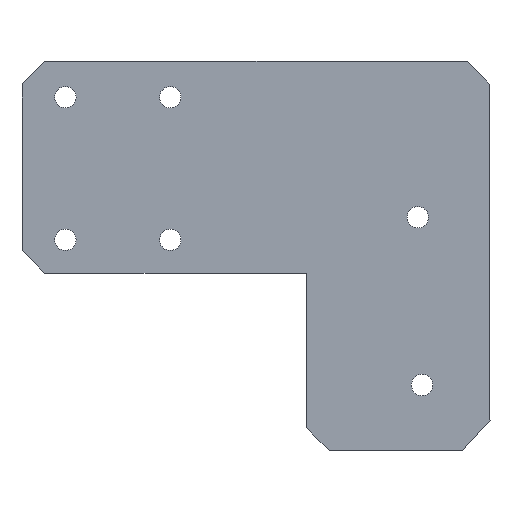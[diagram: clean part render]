
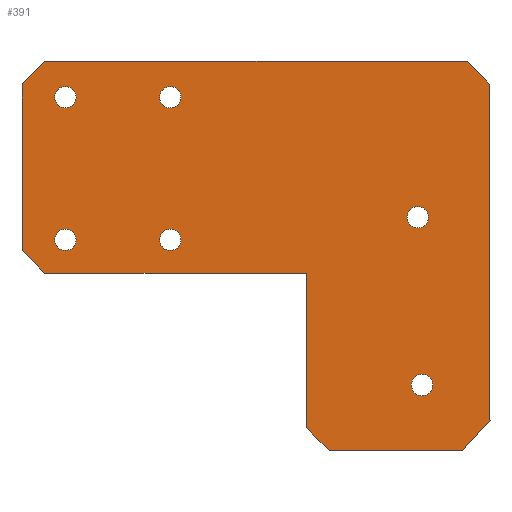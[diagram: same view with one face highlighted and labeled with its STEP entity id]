
A CAD part, front view. The second image highlights one B-rep face of the part: STEP entity #391.
In plain terms, the highlighted planar face has unit normal (0, -1, 0).
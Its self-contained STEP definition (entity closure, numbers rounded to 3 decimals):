
#21=FACE_BOUND('',#84,.T.);
#22=FACE_BOUND('',#85,.T.);
#23=FACE_BOUND('',#86,.T.);
#24=FACE_BOUND('',#87,.T.);
#25=FACE_BOUND('',#88,.T.);
#26=FACE_BOUND('',#89,.T.);
#39=PLANE('',#436);
#58=FACE_OUTER_BOUND('',#83,.T.);
#83=EDGE_LOOP('',(#350,#351,#352,#353,#354,#355,#356,#357,#358,#359,#360));
#84=EDGE_LOOP('',(#361));
#85=EDGE_LOOP('',(#362));
#86=EDGE_LOOP('',(#363));
#87=EDGE_LOOP('',(#364));
#88=EDGE_LOOP('',(#365));
#89=EDGE_LOOP('',(#366));
#96=LINE('',#580,#135);
#100=LINE('',#588,#139);
#103=LINE('',#594,#142);
#106=LINE('',#600,#145);
#109=LINE('',#606,#148);
#112=LINE('',#612,#151);
#115=LINE('',#618,#154);
#118=LINE('',#624,#157);
#121=LINE('',#630,#160);
#124=LINE('',#636,#163);
#127=LINE('',#641,#166);
#135=VECTOR('',#483,10.);
#139=VECTOR('',#489,10.);
#142=VECTOR('',#494,10.);
#145=VECTOR('',#499,10.);
#148=VECTOR('',#504,10.);
#151=VECTOR('',#509,10.);
#154=VECTOR('',#514,10.);
#157=VECTOR('',#519,10.);
#160=VECTOR('',#524,10.);
#163=VECTOR('',#529,10.);
#166=VECTOR('',#534,10.);
#169=CIRCLE('',#408,1.5);
#171=CIRCLE('',#411,1.5);
#173=CIRCLE('',#414,1.5);
#175=CIRCLE('',#417,1.5);
#177=CIRCLE('',#420,1.5);
#179=CIRCLE('',#423,1.5);
#181=VERTEX_POINT('',#544);
#183=VERTEX_POINT('',#550);
#185=VERTEX_POINT('',#556);
#187=VERTEX_POINT('',#562);
#189=VERTEX_POINT('',#568);
#191=VERTEX_POINT('',#574);
#192=VERTEX_POINT('',#578);
#193=VERTEX_POINT('',#579);
#196=VERTEX_POINT('',#587);
#198=VERTEX_POINT('',#593);
#200=VERTEX_POINT('',#599);
#202=VERTEX_POINT('',#605);
#204=VERTEX_POINT('',#611);
#206=VERTEX_POINT('',#617);
#208=VERTEX_POINT('',#623);
#210=VERTEX_POINT('',#629);
#212=VERTEX_POINT('',#635);
#216=EDGE_CURVE('',#181,#181,#169,.T.);
#219=EDGE_CURVE('',#183,#183,#171,.T.);
#222=EDGE_CURVE('',#185,#185,#173,.T.);
#225=EDGE_CURVE('',#187,#187,#175,.T.);
#228=EDGE_CURVE('',#189,#189,#177,.T.);
#231=EDGE_CURVE('',#191,#191,#179,.T.);
#232=EDGE_CURVE('',#192,#193,#96,.T.);
#236=EDGE_CURVE('',#193,#196,#100,.T.);
#239=EDGE_CURVE('',#196,#198,#103,.T.);
#242=EDGE_CURVE('',#198,#200,#106,.T.);
#245=EDGE_CURVE('',#200,#202,#109,.T.);
#248=EDGE_CURVE('',#202,#204,#112,.T.);
#251=EDGE_CURVE('',#204,#206,#115,.T.);
#254=EDGE_CURVE('',#206,#208,#118,.T.);
#257=EDGE_CURVE('',#208,#210,#121,.T.);
#260=EDGE_CURVE('',#210,#212,#124,.T.);
#263=EDGE_CURVE('',#212,#192,#127,.T.);
#350=ORIENTED_EDGE('',*,*,#263,.T.);
#351=ORIENTED_EDGE('',*,*,#232,.T.);
#352=ORIENTED_EDGE('',*,*,#236,.T.);
#353=ORIENTED_EDGE('',*,*,#239,.T.);
#354=ORIENTED_EDGE('',*,*,#242,.T.);
#355=ORIENTED_EDGE('',*,*,#245,.T.);
#356=ORIENTED_EDGE('',*,*,#248,.T.);
#357=ORIENTED_EDGE('',*,*,#251,.T.);
#358=ORIENTED_EDGE('',*,*,#254,.T.);
#359=ORIENTED_EDGE('',*,*,#257,.T.);
#360=ORIENTED_EDGE('',*,*,#260,.T.);
#361=ORIENTED_EDGE('',*,*,#231,.F.);
#362=ORIENTED_EDGE('',*,*,#228,.F.);
#363=ORIENTED_EDGE('',*,*,#225,.F.);
#364=ORIENTED_EDGE('',*,*,#222,.F.);
#365=ORIENTED_EDGE('',*,*,#219,.F.);
#366=ORIENTED_EDGE('',*,*,#216,.F.);
#391=ADVANCED_FACE('',(#58,#21,#22,#23,#24,#25,#26),#39,.F.);
#408=AXIS2_PLACEMENT_3D('',#546,#444,#445);
#411=AXIS2_PLACEMENT_3D('',#552,#451,#452);
#414=AXIS2_PLACEMENT_3D('',#558,#458,#459);
#417=AXIS2_PLACEMENT_3D('',#564,#465,#466);
#420=AXIS2_PLACEMENT_3D('',#570,#472,#473);
#423=AXIS2_PLACEMENT_3D('',#576,#479,#480);
#436=AXIS2_PLACEMENT_3D('',#644,#538,#539);
#444=DIRECTION('center_axis',(0.,-1.,0.));
#445=DIRECTION('ref_axis',(1.,0.,0.));
#451=DIRECTION('center_axis',(0.,-1.,0.));
#452=DIRECTION('ref_axis',(1.,0.,0.));
#458=DIRECTION('center_axis',(0.,-1.,0.));
#459=DIRECTION('ref_axis',(1.,0.,0.));
#465=DIRECTION('center_axis',(0.,-1.,0.));
#466=DIRECTION('ref_axis',(1.,0.,0.));
#472=DIRECTION('center_axis',(0.,-1.,0.));
#473=DIRECTION('ref_axis',(1.,0.,0.));
#479=DIRECTION('center_axis',(0.,-1.,0.));
#480=DIRECTION('ref_axis',(1.,0.,0.));
#483=DIRECTION('',(0.,0.,-1.));
#489=DIRECTION('',(0.707,0.,-0.707));
#494=DIRECTION('',(1.,0.,0.));
#499=DIRECTION('',(0.,0.,-1.));
#504=DIRECTION('',(0.705,0.,-0.709));
#509=DIRECTION('',(1.,0.,0.));
#514=DIRECTION('',(0.677,0.,0.736));
#519=DIRECTION('',(0.,0.,1.));
#524=DIRECTION('',(-0.707,0.,0.707));
#529=DIRECTION('',(-1.,0.,0.));
#534=DIRECTION('',(-0.709,0.,-0.705));
#538=DIRECTION('center_axis',(0.,1.,0.));
#539=DIRECTION('ref_axis',(1.,0.,0.));
#544=CARTESIAN_POINT('',(4.65,0.,29.615));
#546=CARTESIAN_POINT('Origin',(6.15,0.,29.615));
#550=CARTESIAN_POINT('',(54.663,0.,9.263));
#552=CARTESIAN_POINT('Origin',(56.163,0.,9.263));
#556=CARTESIAN_POINT('',(4.65,0.,49.614));
#558=CARTESIAN_POINT('Origin',(6.15,0.,49.614));
#562=CARTESIAN_POINT('',(19.357,0.,29.615));
#564=CARTESIAN_POINT('Origin',(20.857,0.,29.615));
#568=CARTESIAN_POINT('',(19.357,0.,49.614));
#570=CARTESIAN_POINT('Origin',(20.857,0.,49.614));
#574=CARTESIAN_POINT('',(54.072,0.,32.79));
#576=CARTESIAN_POINT('Origin',(55.572,0.,32.79));
#578=CARTESIAN_POINT('',(0.076,0.,51.472));
#579=CARTESIAN_POINT('',(0.076,0.,28.12));
#580=CARTESIAN_POINT('',(0.076,0.,51.472));
#587=CARTESIAN_POINT('',(3.251,0.,24.947));
#588=CARTESIAN_POINT('',(0.076,0.,28.12));
#593=CARTESIAN_POINT('',(39.972,0.,24.947));
#594=CARTESIAN_POINT('',(3.251,0.,24.947));
#599=CARTESIAN_POINT('',(39.972,0.,3.265));
#600=CARTESIAN_POINT('',(39.972,0.,24.947));
#605=CARTESIAN_POINT('',(43.147,0.,0.076));
#606=CARTESIAN_POINT('',(39.972,0.,3.265));
#611=CARTESIAN_POINT('',(61.796,0.,0.076));
#612=CARTESIAN_POINT('',(43.147,0.,0.076));
#617=CARTESIAN_POINT('',(65.687,0.,4.309));
#618=CARTESIAN_POINT('',(61.796,0.,0.076));
#623=CARTESIAN_POINT('',(65.686,0.,51.454));
#624=CARTESIAN_POINT('',(65.687,0.,4.309));
#629=CARTESIAN_POINT('',(62.511,0.,54.629));
#630=CARTESIAN_POINT('',(65.686,0.,51.454));
#635=CARTESIAN_POINT('',(3.251,0.,54.629));
#636=CARTESIAN_POINT('',(62.511,0.,54.629));
#641=CARTESIAN_POINT('',(3.251,0.,54.629));
#644=CARTESIAN_POINT('Origin',(32.881,0.,27.353));
